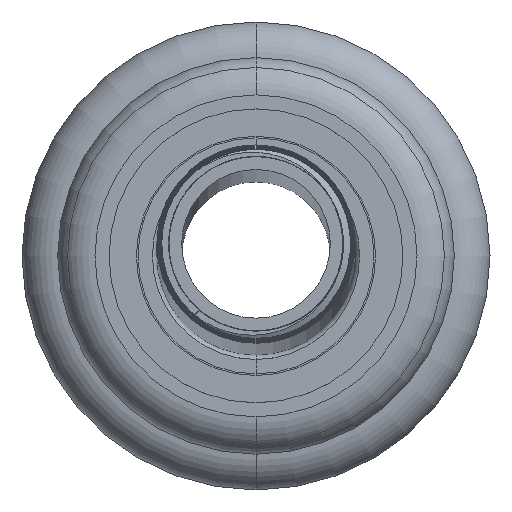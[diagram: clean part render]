
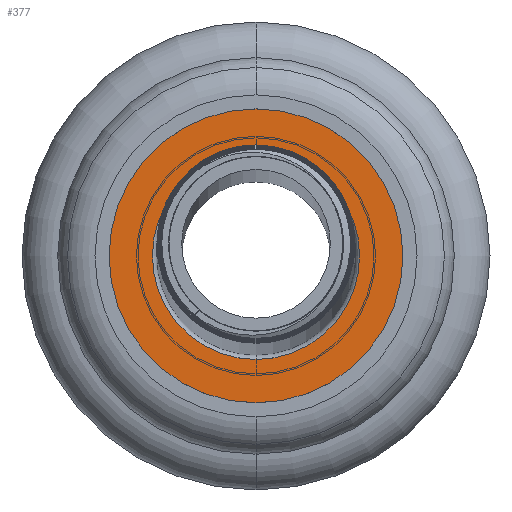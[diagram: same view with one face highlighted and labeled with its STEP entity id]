
A CAD part, top view. The second image highlights one B-rep face of the part: STEP entity #377.
In plain terms, the highlighted planar face has unit normal (0, 0, 1).
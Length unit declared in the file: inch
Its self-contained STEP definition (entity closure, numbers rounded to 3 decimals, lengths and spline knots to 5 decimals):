
#80=CARTESIAN_POINT('',(0.,0.,0.));
#81=DIRECTION('',(0.,0.,1.));
#82=DIRECTION('',(0.,1.,0.));
#83=AXIS2_PLACEMENT_3D('',#80,#81,#82);
#85=CARTESIAN_POINT('',(0.,0.,0.));
#86=DIRECTION('',(0.,0.,-1.));
#87=DIRECTION('',(0.,1.,0.));
#88=AXIS2_PLACEMENT_3D('',#85,#86,#87);
#90=CARTESIAN_POINT('',(0.,0.,0.));
#91=DIRECTION('',(0.,0.,1.));
#92=DIRECTION('',(0.,1.,0.));
#93=AXIS2_PLACEMENT_3D('',#90,#91,#92);
#95=CARTESIAN_POINT('',(0.,0.,0.));
#96=DIRECTION('',(0.,0.,1.));
#97=DIRECTION('',(0.,-1.,0.));
#98=AXIS2_PLACEMENT_3D('',#95,#96,#97);
#199=CARTESIAN_POINT('',(0.,0.741,0.));
#201=VERTEX_POINT('',#199);
#209=CARTESIAN_POINT('',(0.,-0.741,0.));
#211=VERTEX_POINT('',#209);
#240=CARTESIAN_POINT('',(0.,0.5225,0.));
#241=CARTESIAN_POINT('',(0.,-0.5225,0.));
#242=VERTEX_POINT('',#240);
#243=VERTEX_POINT('',#241);
#362=CARTESIAN_POINT('',(0.,0.,0.));
#363=DIRECTION('',(0.,0.,-1.));
#364=DIRECTION('',(0.,-1.,0.));
#365=AXIS2_PLACEMENT_3D('',#362,#363,#364);
#366=PLANE('',#365);
#367=ORIENTED_EDGE('',*,*,#341,.F.);
#368=ORIENTED_EDGE('',*,*,#357,.T.);
#369=EDGE_LOOP('',(#367,#368));
#370=FACE_OUTER_BOUND('',#369,.F.);
#372=ORIENTED_EDGE('',*,*,#371,.T.);
#374=ORIENTED_EDGE('',*,*,#373,.T.);
#375=EDGE_LOOP('',(#372,#374));
#376=FACE_BOUND('',#375,.F.);
#377=ADVANCED_FACE('',(#370,#376),#366,.F.);
#84=CIRCLE('',#83,0.741);
#89=CIRCLE('',#88,0.741);
#94=CIRCLE('',#93,0.5225);
#99=CIRCLE('',#98,0.5225);
#341=EDGE_CURVE('',#201,#211,#84,.T.);
#357=EDGE_CURVE('',#201,#211,#89,.T.);
#371=EDGE_CURVE('',#242,#243,#94,.T.);
#373=EDGE_CURVE('',#243,#242,#99,.T.);
